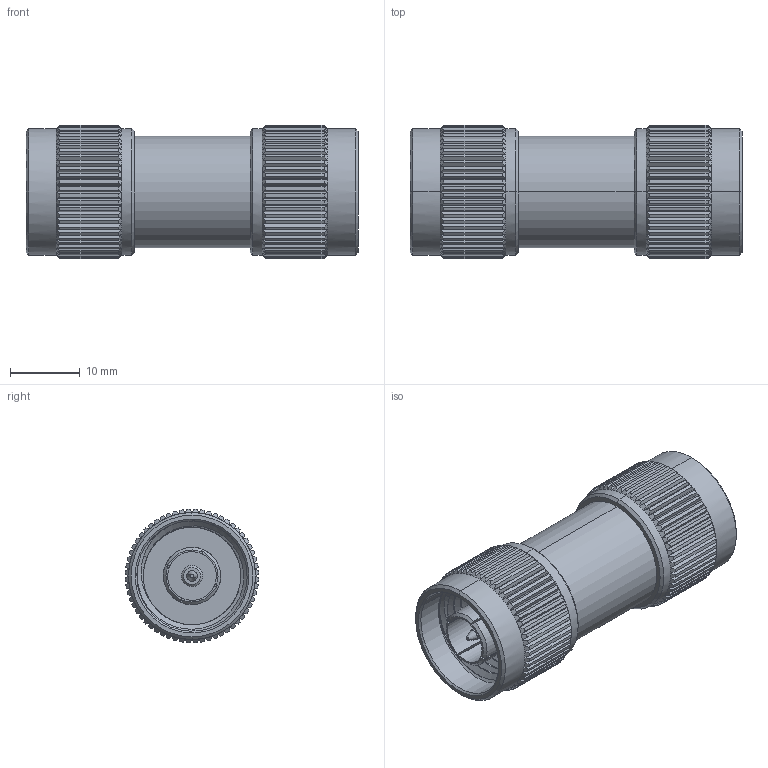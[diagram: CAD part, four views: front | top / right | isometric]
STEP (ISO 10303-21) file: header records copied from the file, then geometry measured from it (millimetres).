
FILE_DESCRIPTION (( 'STEP AP214' ), '1' );
FILE_NAME ('FMAD1237_3D.step', '2024-02-07T19:43:58', ( '' ), ( '' ), 'SwSTEP 2.0', 'SolidWorks 2022', '' );
FILE_SCHEMA (( 'AUTOMOTIVE_DESIGN' ));
Length unit declared in the file: inch
Products named in the file (1): FMAD1237_3D
Bounding box: 47.75 x 19.21 x 19.21 mm (x, y, z)
Volume: 8590.6 mm3; surface area: 6078.2 mm2
Topology: 1 solids, 1 shells, 732 faces, 1646 edges, 926 vertices
Faces by surface type: plane 284, cone 274, cylinder 168, bspline 6
Entity records: 22228 total; most frequent: CARTESIAN_POINT 6793, ORIENTED_EDGE 3292, DIRECTION 3138, EDGE_CURVE 1646, AXIS2_PLACEMENT_3D 1321, VERTEX_POINT 926, EDGE_LOOP 742, ADVANCED_FACE 732
